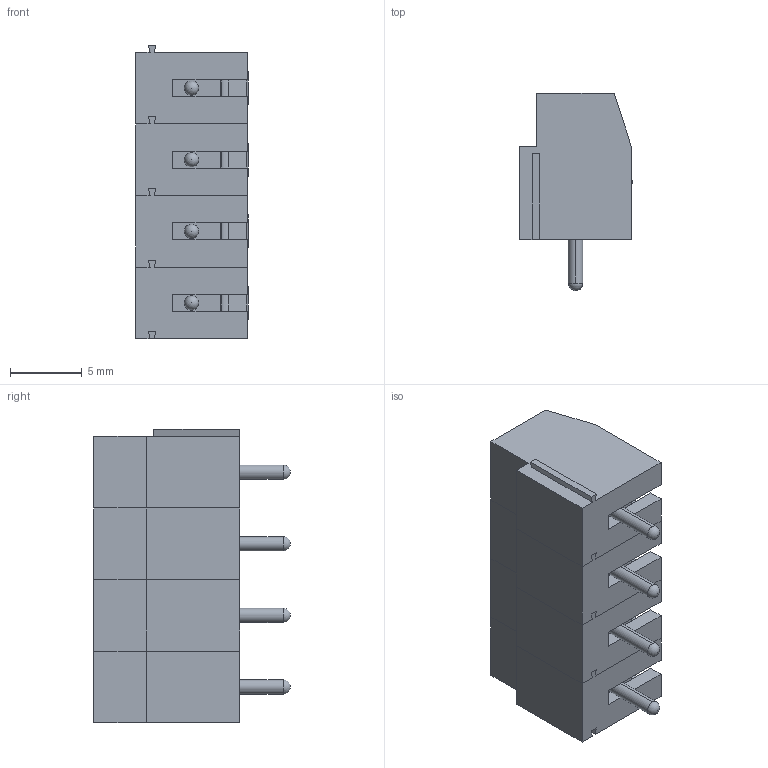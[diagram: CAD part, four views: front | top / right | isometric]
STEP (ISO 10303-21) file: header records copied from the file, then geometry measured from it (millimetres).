
FILE_DESCRIPTION (( 'STEP AP214' ), '1' );
FILE_NAME ('TBLOCK-4PIN-5mm pitch.STEP', '2020-06-29T08:18:35', ( '' ), ( '' ), 'SwSTEP 2.0', 'SolidWorks 2018', '' );
FILE_SCHEMA (( 'AUTOMOTIVE_DESIGN' ));
Length unit declared in the file: millimetre
Products named in the file (4): Inner; Screw; Outter; TBLOCK-4PIN-5mm pitch
Assembly tree (12 placements, depth 2):
  TBLOCK-4PIN-5mm pitch
    Outter  x4
    Screw  x4
    Inner  x4
Bounding box: 7.87 x 13.75 x 20.5 mm (x, y, z)
Volume: 1126 mm3; surface area: 2985.4 mm2
Topology: 12 solids, 12 shells, 660 faces, 1656 edges, 988 vertices
Faces by surface type: plane 268, cylinder 172, bspline 112, torus 52, sphere 44, cone 12
Entity records: 5629 total; most frequent: CARTESIAN_POINT 1758, ORIENTED_EDGE 802, DIRECTION 749, EDGE_CURVE 401, AXIS2_PLACEMENT_3D 276, VERTEX_POINT 245, VECTOR 197, LINE 197
